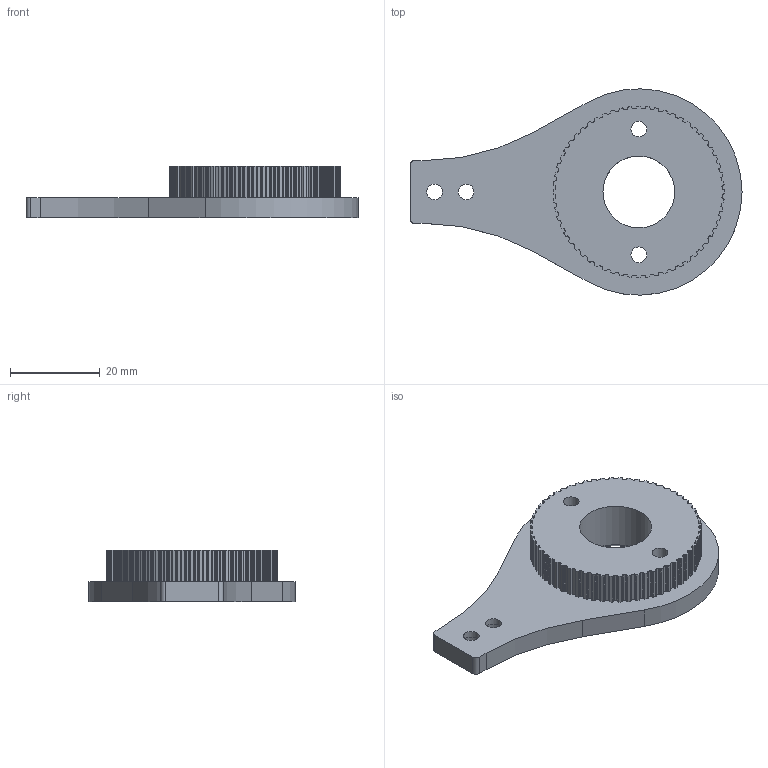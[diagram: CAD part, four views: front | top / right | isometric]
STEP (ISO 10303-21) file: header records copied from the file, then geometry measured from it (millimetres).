
FILE_DESCRIPTION(/* description */ (''),/* implementation_level */ '2;1');
FILE_NAME(/* name */ 'FA-02_ElbowPulley.step',/* time_stamp */ '2026-02-13T14:01:08+01:00',/* author */ (''),/* organization */ (''),/* preprocessor_version */ 'ST-DEVELOPER v20.1',/* originating_system */ 'Autodesk Translation Framework v14.24.0.0',/* authorisation */ '');
FILE_SCHEMA (('AUTOMOTIVE_DESIGN { 1 0 10303 214 3 1 1 }'));
Length unit declared in the file: millimetre
Products named in the file (1): FA-02_ElbowPulley
Bounding box: 74 x 45.99 x 11.5 mm (x, y, z)
Volume: 15013.2 mm3; surface area: 6857.2 mm2
Topology: 1 solids, 1 shells, 511 faces, 1507 edges, 1003 vertices
Faces by surface type: cylinder 314, plane 192, cone 5
Full cylindrical faces by diameter (mm): 3.5 x4, 4.6 x4, 16 x1
Entity records: 17354 total; most frequent: DIRECTION 3164, CARTESIAN_POINT 3022, ORIENTED_EDGE 3014, EDGE_CURVE 1507, AXIS2_PLACEMENT_3D 1145, VERTEX_POINT 1003, LINE 874, VECTOR 874
